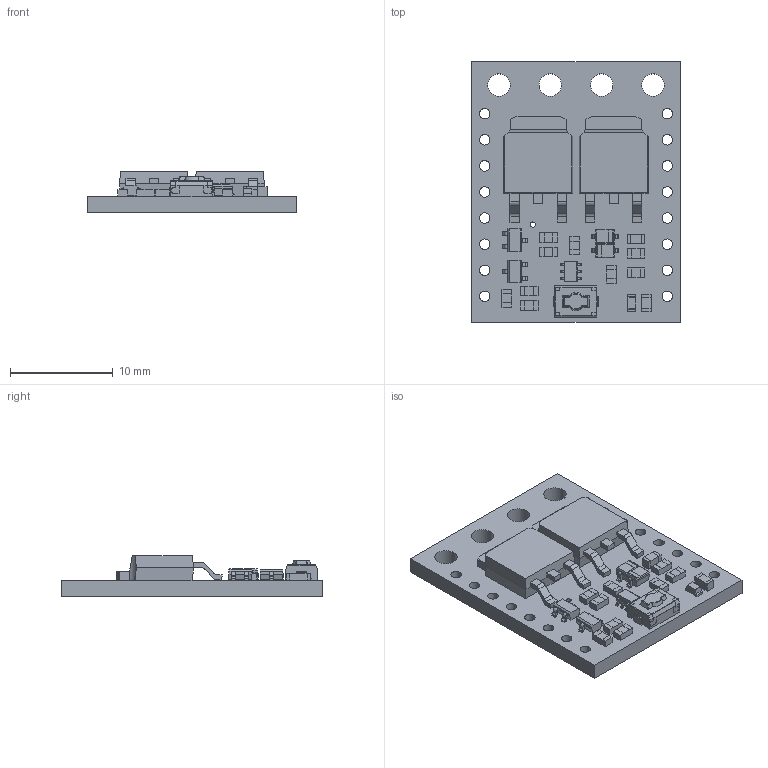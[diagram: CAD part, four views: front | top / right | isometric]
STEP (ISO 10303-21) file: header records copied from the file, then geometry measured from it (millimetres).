
FILE_DESCRIPTION (( 'STEP AP214' ), '1' );
FILE_NAME ('big-pushbutton-power-switch-with-reverse-voltage-protection.step', '2017-11-24T22:35:33', ( '' ), ( '' ), 'SwSTEP 2.0', 'SolidWorks 2016', '' );
FILE_SCHEMA (( 'AUTOMOTIVE_DESIGN' ));
Length unit declared in the file: millimetre
Products named in the file (1): big-pushbutton-power-switch-with-reverse-voltage-protection
Bounding box: 20.32 x 25.4 x 3.96 mm (x, y, z)
Volume: 1022.6 mm3; surface area: 1556.9 mm2
Topology: 1 solids, 1 shells, 980 faces, 2662 edges, 1731 vertices
Faces by surface type: plane 645, bspline 170, cylinder 157, sphere 4, cone 2, torus 2
Full cylindrical faces by diameter (mm): 0.4 x2, 0.508 x1, 0.7 x2, 1.016 x16, 2.184 x4
Entity records: 47114 total; most frequent: CARTESIAN_POINT 12670, ORIENTED_EDGE 5270, DIRECTION 4142, EDGE_CURVE 2635, LINE 1956, VECTOR 1956, VERTEX_POINT 1729, EDGE_LOOP 1126
